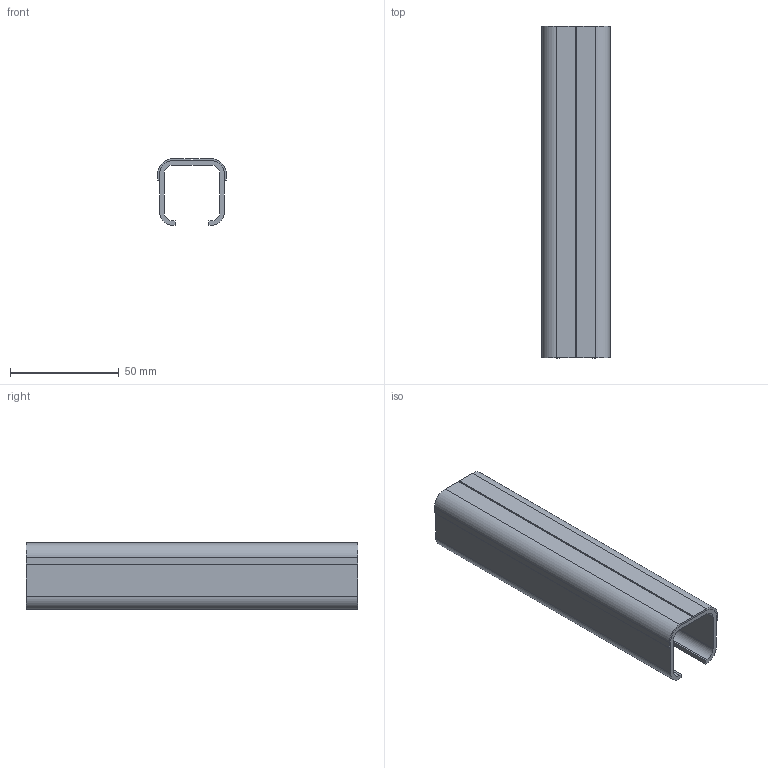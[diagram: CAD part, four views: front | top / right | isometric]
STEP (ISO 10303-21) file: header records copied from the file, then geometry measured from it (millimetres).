
FILE_DESCRIPTION(('', 'CAx-IF Rec.Pracs.---Representation and Presentation of Product Manufacturing Information (PMI)---4.0---2014-10-13'),'2;1');
FILE_NAME('SG2546.STP', '2021-04-13T18:17:08',(''), (''), 'Kubotek Kosmos Version 3.0.7268.7268', 'KeyCreator Pro', '');
FILE_SCHEMA(('AP242_MANAGED_MODEL_BASED_3D_ENGINEERING_MIM_LF { 1 0 10303 442 1 1 4 }'));
Length unit declared in the file: inch
Bounding box: 31.5 x 152.4 x 30.61 mm (x, y, z)
Volume: 32745.4 mm3; surface area: 41257.6 mm2
Topology: 3 solids, 3 shells, 44 faces, 114 edges, 76 vertices
Faces by surface type: plane 30, cylinder 14
Entity records: 1382 total; most frequent: CARTESIAN_POINT 235, DIRECTION 232, ORIENTED_EDGE 228, EDGE_CURVE 114, VECTOR 86, LINE 86, VERTEX_POINT 76, AXIS2_PLACEMENT_3D 73
